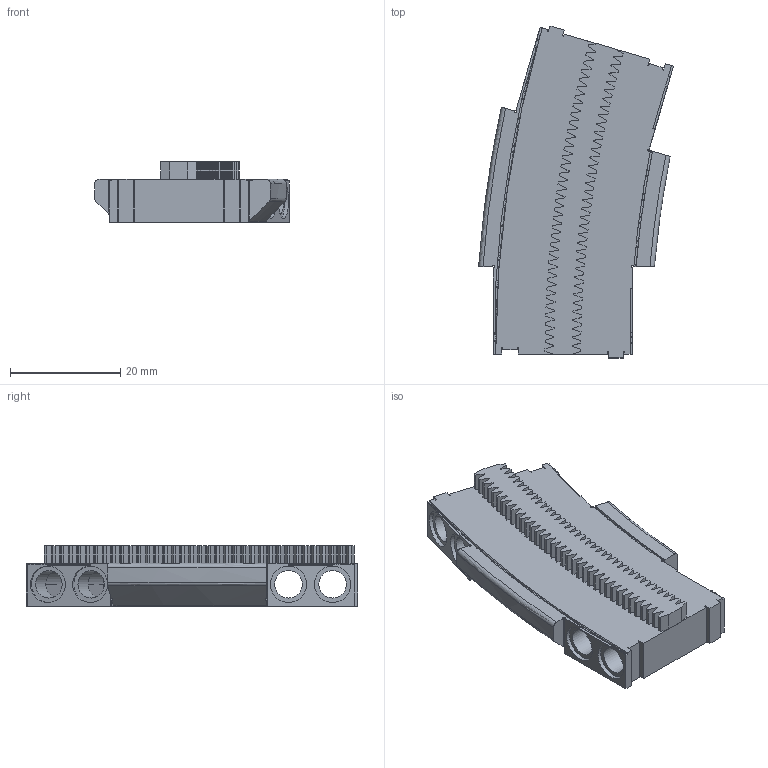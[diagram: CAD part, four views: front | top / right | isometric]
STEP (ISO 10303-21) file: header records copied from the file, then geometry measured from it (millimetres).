
FILE_DESCRIPTION(('Open CASCADE Model'),'2;1');
FILE_NAME('Open CASCADE Shape Model','2024-11-25T17:41:46',('Author'),( 'Open CASCADE'),'Open CASCADE STEP processor 7.7','Open CASCADE 7.7' ,'Unknown');
FILE_SCHEMA(('AUTOMOTIVE_DESIGN { 1 0 10303 214 1 1 1 1 }'));
Length unit declared in the file: millimetre
Products named in the file (1): Open CASCADE STEP translator 7.7 26
Bounding box: 35.37 x 60.24 x 11 mm (x, y, z)
Volume: 10160.4 mm3; surface area: 6976.3 mm2
Topology: 1 solids, 1 shells, 700 faces, 2056 edges, 1370 vertices
Faces by surface type: plane 582, cylinder 110, torus 4, cone 2, bspline 2
Full cylindrical faces by diameter (mm): 5 x8, 6.6 x8
Entity records: 51484 total; most frequent: CARTESIAN_POINT 10583, DIRECTION 7658, LINE 5362, VECTOR 5362, ORIENTED_EDGE 4112, PCURVE 4112, DEFINITIONAL_REPRESENTATION 4112, EDGE_CURVE 2056
